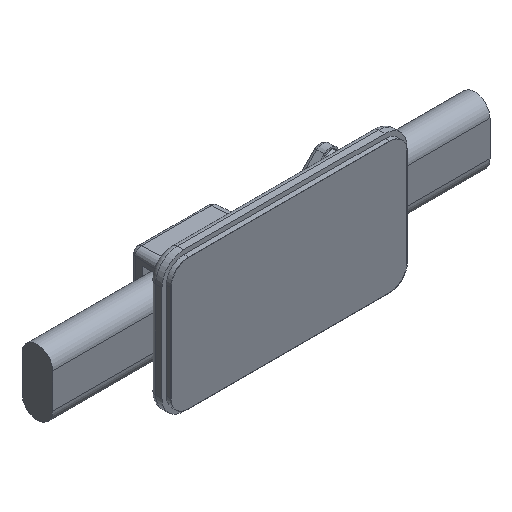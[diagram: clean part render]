
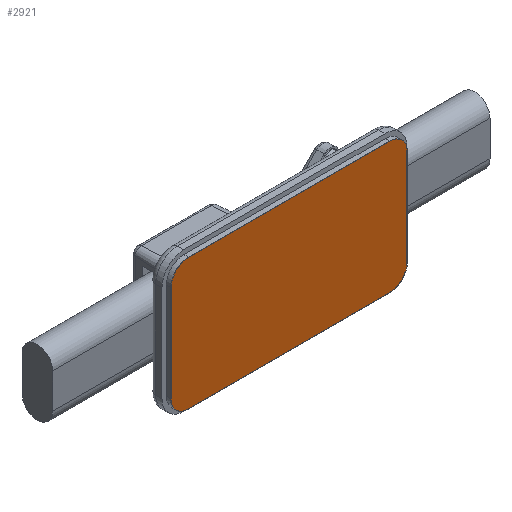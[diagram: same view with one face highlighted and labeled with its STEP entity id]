
A CAD part, isometric view. The second image highlights one B-rep face of the part: STEP entity #2921.
In plain terms, the highlighted planar face has unit normal (0, -1, 0).
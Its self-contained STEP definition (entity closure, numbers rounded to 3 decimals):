
#2690=CARTESIAN_POINT('',(11.5,0.,5.5));
#2691=DIRECTION('',(0.,-1.,0.));
#2692=DIRECTION('',(1.,0.,0.));
#2693=AXIS2_PLACEMENT_3D('',#2690,#2691,#2692);
#2698=DIRECTION('',(0.,0.,-1.));
#2699=VECTOR('',#2698,11.);
#2700=CARTESIAN_POINT('',(13.5,0.,5.5));
#2701=LINE('',#2700,#2699);
#2705=CARTESIAN_POINT('',(11.5,0.,-5.5));
#2706=DIRECTION('',(0.,-1.,0.));
#2707=DIRECTION('',(0.,0.,-1.));
#2708=AXIS2_PLACEMENT_3D('',#2705,#2706,#2707);
#2713=DIRECTION('',(-1.,0.,0.));
#2714=VECTOR('',#2713,23.);
#2715=CARTESIAN_POINT('',(11.5,0.,-7.5));
#2716=LINE('',#2715,#2714);
#2720=CARTESIAN_POINT('',(-11.5,0.,-5.5));
#2721=DIRECTION('',(0.,-1.,0.));
#2722=DIRECTION('',(-1.,0.,0.));
#2723=AXIS2_PLACEMENT_3D('',#2720,#2721,#2722);
#2728=DIRECTION('',(0.,0.,1.));
#2729=VECTOR('',#2728,11.);
#2730=CARTESIAN_POINT('',(-13.5,0.,-5.5));
#2731=LINE('',#2730,#2729);
#2735=CARTESIAN_POINT('',(-11.5,0.,5.5));
#2736=DIRECTION('',(0.,-1.,0.));
#2737=DIRECTION('',(0.,0.,1.));
#2738=AXIS2_PLACEMENT_3D('',#2735,#2736,#2737);
#2743=DIRECTION('',(1.,0.,0.));
#2744=VECTOR('',#2743,23.);
#2745=CARTESIAN_POINT('',(-11.5,0.,7.5));
#2746=LINE('',#2745,#2744);
#2866=CARTESIAN_POINT('',(13.5,0.,5.5));
#2867=CARTESIAN_POINT('',(11.5,0.,7.5));
#2868=VERTEX_POINT('',#2866);
#2869=VERTEX_POINT('',#2867);
#2874=CARTESIAN_POINT('',(-11.5,0.,7.5));
#2875=CARTESIAN_POINT('',(-13.5,0.,5.5));
#2876=VERTEX_POINT('',#2874);
#2877=VERTEX_POINT('',#2875);
#2882=CARTESIAN_POINT('',(11.5,0.,-7.5));
#2883=CARTESIAN_POINT('',(13.5,0.,-5.5));
#2884=VERTEX_POINT('',#2882);
#2885=VERTEX_POINT('',#2883);
#2890=CARTESIAN_POINT('',(-13.5,0.,-5.5));
#2891=CARTESIAN_POINT('',(-11.5,0.,-7.5));
#2892=VERTEX_POINT('',#2890);
#2893=VERTEX_POINT('',#2891);
#2898=CARTESIAN_POINT('',(0.,0.,0.));
#2899=DIRECTION('',(0.,1.,0.));
#2900=DIRECTION('',(1.,0.,0.));
#2901=AXIS2_PLACEMENT_3D('',#2898,#2899,#2900);
#2902=PLANE('',#2901);
#2904=ORIENTED_EDGE('',*,*,#2903,.F.);
#2906=ORIENTED_EDGE('',*,*,#2905,.T.);
#2908=ORIENTED_EDGE('',*,*,#2907,.F.);
#2910=ORIENTED_EDGE('',*,*,#2909,.T.);
#2912=ORIENTED_EDGE('',*,*,#2911,.F.);
#2914=ORIENTED_EDGE('',*,*,#2913,.T.);
#2916=ORIENTED_EDGE('',*,*,#2915,.F.);
#2918=ORIENTED_EDGE('',*,*,#2917,.T.);
#2919=EDGE_LOOP('',(#2904,#2906,#2908,#2910,#2912,#2914,#2916,#2918));
#2920=FACE_OUTER_BOUND('',#2919,.F.);
#2921=ADVANCED_FACE('',(#2920),#2902,.F.);
#2694=CIRCLE('',#2693,2.);
#2709=CIRCLE('',#2708,2.);
#2724=CIRCLE('',#2723,2.);
#2739=CIRCLE('',#2738,2.);
#2903=EDGE_CURVE('',#2868,#2869,#2694,.T.);
#2905=EDGE_CURVE('',#2868,#2885,#2701,.T.);
#2907=EDGE_CURVE('',#2884,#2885,#2709,.T.);
#2909=EDGE_CURVE('',#2884,#2893,#2716,.T.);
#2911=EDGE_CURVE('',#2892,#2893,#2724,.T.);
#2913=EDGE_CURVE('',#2892,#2877,#2731,.T.);
#2915=EDGE_CURVE('',#2876,#2877,#2739,.T.);
#2917=EDGE_CURVE('',#2876,#2869,#2746,.T.);
